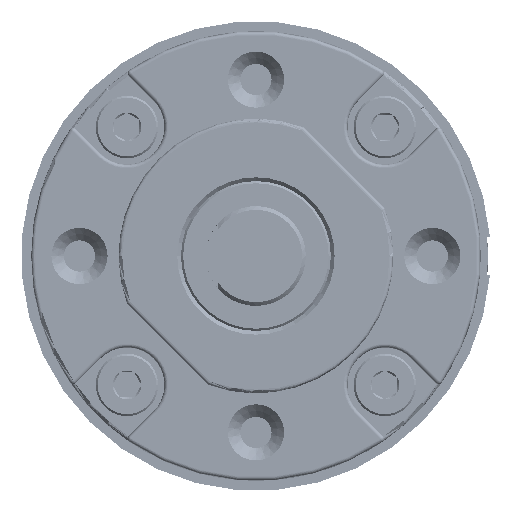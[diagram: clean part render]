
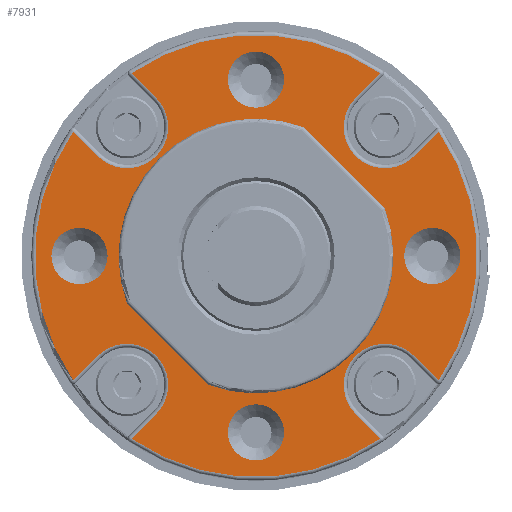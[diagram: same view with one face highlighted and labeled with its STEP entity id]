
A CAD part, front view. The second image highlights one B-rep face of the part: STEP entity #7931.
In plain terms, the highlighted planar face has unit normal (0, -1, 0).
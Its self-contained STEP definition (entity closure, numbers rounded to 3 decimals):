
#365=FACE_BOUND('',#1500,.T.);
#366=FACE_BOUND('',#1501,.T.);
#367=FACE_BOUND('',#1502,.T.);
#368=FACE_BOUND('',#1503,.T.);
#369=FACE_BOUND('',#1504,.T.);
#506=PLANE('',#8714);
#998=FACE_OUTER_BOUND('',#1499,.T.);
#1499=EDGE_LOOP('',(#7111,#7112,#7113,#7114,#7115,#7116,#7117,#7118,#7119,
#7120,#7121,#7122,#7123,#7124,#7125,#7126));
#1500=EDGE_LOOP('',(#7127));
#1501=EDGE_LOOP('',(#7128));
#1502=EDGE_LOOP('',(#7129,#7130,#7131,#7132));
#1503=EDGE_LOOP('',(#7133));
#1504=EDGE_LOOP('',(#7134));
#1759=CIRCLE('',#8614,17.7);
#1773=CIRCLE('',#8637,17.7);
#1788=CIRCLE('',#8661,17.7);
#1803=CIRCLE('',#8685,17.7);
#1808=CIRCLE('',#8694,3.3);
#1810=CIRCLE('',#8697,3.3);
#1813=CIRCLE('',#8702,3.3);
#1815=CIRCLE('',#8705,3.3);
#1819=CIRCLE('',#8715,2.25);
#1820=CIRCLE('',#8716,2.25);
#1821=CIRCLE('',#8717,11.);
#1822=CIRCLE('',#8718,11.);
#1823=CIRCLE('',#8719,2.25);
#1824=CIRCLE('',#8720,2.25);
#2599=LINE('',#26448,#3088);
#2608=LINE('',#26531,#3097);
#2617=LINE('',#26611,#3106);
#2626=LINE('',#26690,#3115);
#2628=LINE('',#26700,#3117);
#2630=LINE('',#26706,#3119);
#2632=LINE('',#26712,#3121);
#2634=LINE('',#26724,#3123);
#2638=LINE('',#26752,#3127);
#2639=LINE('',#26755,#3128);
#3088=VECTOR('',#10371,10.);
#3097=VECTOR('',#10430,10.);
#3106=VECTOR('',#10487,10.);
#3115=VECTOR('',#10544,10.);
#3117=VECTOR('',#10558,10.);
#3119=VECTOR('',#10564,10.);
#3121=VECTOR('',#10570,10.);
#3123=VECTOR('',#10588,10.);
#3127=VECTOR('',#10626,10.);
#3128=VECTOR('',#10629,10.);
#3786=VERTEX_POINT('',#26403);
#3790=VERTEX_POINT('',#26431);
#3795=VERTEX_POINT('',#26447);
#3797=VERTEX_POINT('',#26453);
#3805=VERTEX_POINT('',#26486);
#3809=VERTEX_POINT('',#26514);
#3814=VERTEX_POINT('',#26530);
#3822=VERTEX_POINT('',#26566);
#3826=VERTEX_POINT('',#26594);
#3831=VERTEX_POINT('',#26610);
#3839=VERTEX_POINT('',#26647);
#3847=VERTEX_POINT('',#26689);
#3849=VERTEX_POINT('',#26698);
#3851=VERTEX_POINT('',#26704);
#3853=VERTEX_POINT('',#26710);
#3855=VERTEX_POINT('',#26722);
#3858=VERTEX_POINT('',#26744);
#3859=VERTEX_POINT('',#26746);
#3860=VERTEX_POINT('',#26748);
#3861=VERTEX_POINT('',#26749);
#3862=VERTEX_POINT('',#26751);
#3863=VERTEX_POINT('',#26753);
#3864=VERTEX_POINT('',#26756);
#3865=VERTEX_POINT('',#26758);
#4850=EDGE_CURVE('',#3786,#3795,#2599,.T.);
#4854=EDGE_CURVE('',#3797,#3786,#1759,.T.);
#4877=EDGE_CURVE('',#3805,#3814,#2608,.T.);
#4879=EDGE_CURVE('',#3790,#3805,#1773,.T.);
#4903=EDGE_CURVE('',#3822,#3831,#2617,.T.);
#4905=EDGE_CURVE('',#3809,#3822,#1788,.T.);
#4929=EDGE_CURVE('',#3839,#3847,#2626,.T.);
#4931=EDGE_CURVE('',#3826,#3839,#1803,.T.);
#4935=EDGE_CURVE('',#3849,#3790,#2628,.T.);
#4938=EDGE_CURVE('',#3851,#3809,#2630,.T.);
#4941=EDGE_CURVE('',#3853,#3826,#2632,.T.);
#4942=EDGE_CURVE('',#3831,#3853,#1808,.T.);
#4944=EDGE_CURVE('',#3814,#3851,#1810,.T.);
#4948=EDGE_CURVE('',#3855,#3797,#2634,.T.);
#4949=EDGE_CURVE('',#3847,#3855,#1813,.T.);
#4951=EDGE_CURVE('',#3795,#3849,#1815,.T.);
#4958=EDGE_CURVE('',#3858,#3858,#1819,.T.);
#4959=EDGE_CURVE('',#3859,#3859,#1820,.T.);
#4960=EDGE_CURVE('',#3860,#3861,#1821,.T.);
#4961=EDGE_CURVE('',#3862,#3861,#2638,.T.);
#4962=EDGE_CURVE('',#3862,#3863,#1822,.T.);
#4963=EDGE_CURVE('',#3860,#3863,#2639,.T.);
#4964=EDGE_CURVE('',#3864,#3864,#1823,.T.);
#4965=EDGE_CURVE('',#3865,#3865,#1824,.T.);
#7111=ORIENTED_EDGE('',*,*,#4941,.F.);
#7112=ORIENTED_EDGE('',*,*,#4942,.F.);
#7113=ORIENTED_EDGE('',*,*,#4903,.F.);
#7114=ORIENTED_EDGE('',*,*,#4905,.F.);
#7115=ORIENTED_EDGE('',*,*,#4938,.F.);
#7116=ORIENTED_EDGE('',*,*,#4944,.F.);
#7117=ORIENTED_EDGE('',*,*,#4877,.F.);
#7118=ORIENTED_EDGE('',*,*,#4879,.F.);
#7119=ORIENTED_EDGE('',*,*,#4935,.F.);
#7120=ORIENTED_EDGE('',*,*,#4951,.F.);
#7121=ORIENTED_EDGE('',*,*,#4850,.F.);
#7122=ORIENTED_EDGE('',*,*,#4854,.F.);
#7123=ORIENTED_EDGE('',*,*,#4948,.F.);
#7124=ORIENTED_EDGE('',*,*,#4949,.F.);
#7125=ORIENTED_EDGE('',*,*,#4929,.F.);
#7126=ORIENTED_EDGE('',*,*,#4931,.F.);
#7127=ORIENTED_EDGE('',*,*,#4958,.F.);
#7128=ORIENTED_EDGE('',*,*,#4959,.F.);
#7129=ORIENTED_EDGE('',*,*,#4960,.T.);
#7130=ORIENTED_EDGE('',*,*,#4961,.F.);
#7131=ORIENTED_EDGE('',*,*,#4962,.T.);
#7132=ORIENTED_EDGE('',*,*,#4963,.F.);
#7133=ORIENTED_EDGE('',*,*,#4964,.F.);
#7134=ORIENTED_EDGE('',*,*,#4965,.F.);
#7931=ADVANCED_FACE('',(#998,#365,#366,#367,#368,#369),#506,.T.);
#8614=AXIS2_PLACEMENT_3D('',#26455,#10380,#10381);
#8637=AXIS2_PLACEMENT_3D('',#26534,#10435,#10436);
#8661=AXIS2_PLACEMENT_3D('',#26614,#10492,#10493);
#8685=AXIS2_PLACEMENT_3D('',#26693,#10549,#10550);
#8694=AXIS2_PLACEMENT_3D('',#26714,#10573,#10574);
#8697=AXIS2_PLACEMENT_3D('',#26717,#10579,#10580);
#8702=AXIS2_PLACEMENT_3D('',#26726,#10591,#10592);
#8705=AXIS2_PLACEMENT_3D('',#26729,#10597,#10598);
#8714=AXIS2_PLACEMENT_3D('',#26743,#10618,#10619);
#8715=AXIS2_PLACEMENT_3D('',#26745,#10620,#10621);
#8716=AXIS2_PLACEMENT_3D('',#26747,#10622,#10623);
#8717=AXIS2_PLACEMENT_3D('',#26750,#10624,#10625);
#8718=AXIS2_PLACEMENT_3D('',#26754,#10627,#10628);
#8719=AXIS2_PLACEMENT_3D('',#26757,#10630,#10631);
#8720=AXIS2_PLACEMENT_3D('',#26759,#10632,#10633);
#10371=DIRECTION('',(-0.707,0.,0.707));
#10380=DIRECTION('center_axis',(0.,1.,0.));
#10381=DIRECTION('ref_axis',(1.,0.,0.));
#10430=DIRECTION('',(0.707,0.,0.707));
#10435=DIRECTION('center_axis',(0.,1.,0.));
#10436=DIRECTION('ref_axis',(0.,0.,-1.));
#10487=DIRECTION('',(0.707,0.,-0.707));
#10492=DIRECTION('center_axis',(0.,1.,0.));
#10493=DIRECTION('ref_axis',(-1.,0.,0.));
#10544=DIRECTION('',(-0.707,0.,-0.707));
#10549=DIRECTION('center_axis',(0.,1.,0.));
#10550=DIRECTION('ref_axis',(0.,0.,1.));
#10558=DIRECTION('',(0.707,0.,-0.707));
#10564=DIRECTION('',(-0.707,0.,-0.707));
#10570=DIRECTION('',(-0.707,0.,0.707));
#10573=DIRECTION('center_axis',(0.,-1.,0.));
#10574=DIRECTION('ref_axis',(0.707,0.,-0.707));
#10579=DIRECTION('center_axis',(0.,-1.,0.));
#10580=DIRECTION('ref_axis',(0.707,0.,0.707));
#10588=DIRECTION('',(0.707,0.,0.707));
#10591=DIRECTION('center_axis',(0.,-1.,0.));
#10592=DIRECTION('ref_axis',(-0.707,0.,-0.707));
#10597=DIRECTION('center_axis',(0.,-1.,0.));
#10598=DIRECTION('ref_axis',(-0.707,0.,0.707));
#10618=DIRECTION('center_axis',(0.,-1.,0.));
#10619=DIRECTION('ref_axis',(1.,0.,0.));
#10620=DIRECTION('center_axis',(0.,-1.,0.));
#10621=DIRECTION('ref_axis',(0.,0.,1.));
#10622=DIRECTION('center_axis',(0.,-1.,0.));
#10623=DIRECTION('ref_axis',(0.,0.,-1.));
#10624=DIRECTION('center_axis',(0.,1.,0.));
#10625=DIRECTION('ref_axis',(1.,0.,0.));
#10626=DIRECTION('',(-0.707,0.,0.707));
#10627=DIRECTION('center_axis',(0.,1.,0.));
#10628=DIRECTION('ref_axis',(1.,0.,0.));
#10629=DIRECTION('',(0.707,0.,-0.707));
#10630=DIRECTION('center_axis',(0.,-1.,0.));
#10631=DIRECTION('ref_axis',(1.,0.,0.));
#10632=DIRECTION('center_axis',(0.,-1.,0.));
#10633=DIRECTION('ref_axis',(-1.,0.,0.));
#26403=CARTESIAN_POINT('',(14.63,-108.1,-9.963));
#26431=CARTESIAN_POINT('',(9.963,-108.1,-14.63));
#26447=CARTESIAN_POINT('',(12.657,-108.1,-7.99));
#26448=CARTESIAN_POINT('',(7.495,-108.1,-2.828));
#26453=CARTESIAN_POINT('',(14.63,-108.1,9.963));
#26455=CARTESIAN_POINT('Origin',(0.,-108.1,0.));
#26486=CARTESIAN_POINT('',(-9.963,-108.1,-14.63));
#26514=CARTESIAN_POINT('',(-14.63,-108.1,-9.963));
#26530=CARTESIAN_POINT('',(-7.99,-108.1,-12.657));
#26531=CARTESIAN_POINT('',(-2.828,-108.1,-7.495));
#26534=CARTESIAN_POINT('Origin',(0.,-108.1,0.));
#26566=CARTESIAN_POINT('',(-14.63,-108.1,9.963));
#26594=CARTESIAN_POINT('',(-9.963,-108.1,14.63));
#26610=CARTESIAN_POINT('',(-12.657,-108.1,7.99));
#26611=CARTESIAN_POINT('',(-7.495,-108.1,2.828));
#26614=CARTESIAN_POINT('Origin',(0.,-108.1,0.));
#26647=CARTESIAN_POINT('',(9.963,-108.1,14.63));
#26689=CARTESIAN_POINT('',(7.99,-108.1,12.657));
#26690=CARTESIAN_POINT('',(2.828,-108.1,7.495));
#26693=CARTESIAN_POINT('Origin',(0.,-108.1,0.));
#26698=CARTESIAN_POINT('',(7.99,-108.1,-12.657));
#26700=CARTESIAN_POINT('',(3.941,-108.1,-8.608));
#26704=CARTESIAN_POINT('',(-12.657,-108.1,-7.99));
#26706=CARTESIAN_POINT('',(-8.608,-108.1,-3.941));
#26710=CARTESIAN_POINT('',(-7.99,-108.1,12.657));
#26712=CARTESIAN_POINT('',(-3.941,-108.1,8.608));
#26714=CARTESIAN_POINT('Origin',(-10.324,-108.1,10.324));
#26717=CARTESIAN_POINT('Origin',(-10.324,-108.1,-10.324));
#26722=CARTESIAN_POINT('',(12.657,-108.1,7.99));
#26724=CARTESIAN_POINT('',(8.608,-108.1,3.941));
#26726=CARTESIAN_POINT('Origin',(10.324,-108.1,10.324));
#26729=CARTESIAN_POINT('Origin',(10.324,-108.1,-10.324));
#26743=CARTESIAN_POINT('Origin',(0.,-108.1,0.));
#26744=CARTESIAN_POINT('',(0.,-108.1,-16.375));
#26745=CARTESIAN_POINT('Origin',(0.,-108.1,-14.125));
#26746=CARTESIAN_POINT('',(0.,-108.1,16.375));
#26747=CARTESIAN_POINT('Origin',(0.,-108.1,14.125));
#26748=CARTESIAN_POINT('',(-10.311,-108.1,-3.831));
#26749=CARTESIAN_POINT('',(3.831,-108.1,10.311));
#26750=CARTESIAN_POINT('Origin',(0.,-108.1,0.));
#26751=CARTESIAN_POINT('',(10.311,-108.1,3.831));
#26752=CARTESIAN_POINT('',(10.311,-108.1,3.831));
#26753=CARTESIAN_POINT('',(-3.831,-108.1,-10.311));
#26754=CARTESIAN_POINT('Origin',(0.,-108.1,0.));
#26755=CARTESIAN_POINT('',(-3.831,-108.1,-10.311));
#26756=CARTESIAN_POINT('',(-16.375,-108.1,0.));
#26757=CARTESIAN_POINT('Origin',(-14.125,-108.1,0.));
#26758=CARTESIAN_POINT('',(16.375,-108.1,0.));
#26759=CARTESIAN_POINT('Origin',(14.125,-108.1,0.));
